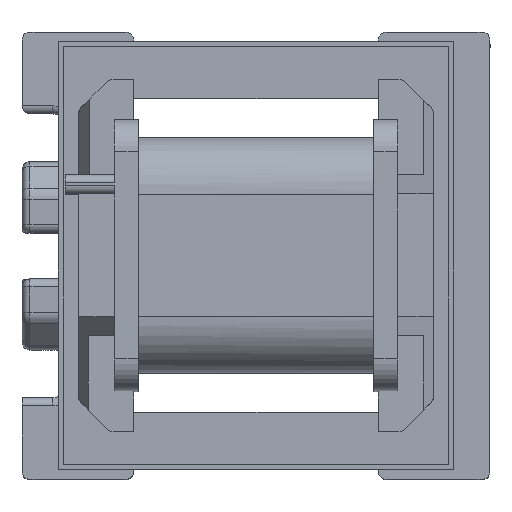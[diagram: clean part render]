
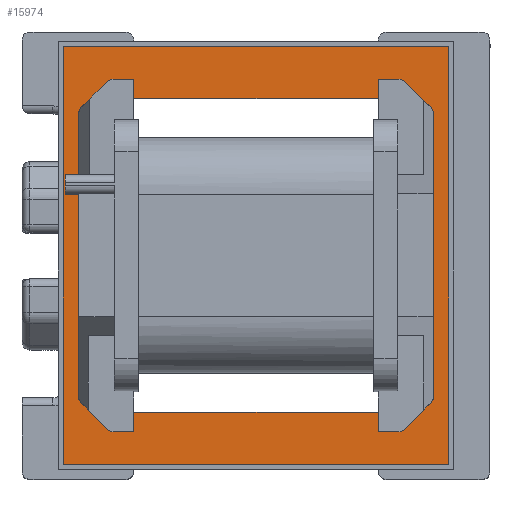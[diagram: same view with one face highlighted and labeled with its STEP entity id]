
A CAD part, top view. The second image highlights one B-rep face of the part: STEP entity #15974.
In plain terms, the highlighted face is planar.
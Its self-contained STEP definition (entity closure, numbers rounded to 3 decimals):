
#454=PLANE('',#17184);
#4319=ORIENTED_EDGE('',*,*,#5908,.F.);
#4320=ORIENTED_EDGE('',*,*,#6042,.F.);
#4321=ORIENTED_EDGE('',*,*,#6043,.F.);
#4322=ORIENTED_EDGE('',*,*,#6018,.F.);
#4323=ORIENTED_EDGE('',*,*,#6044,.T.);
#4324=ORIENTED_EDGE('',*,*,#6045,.F.);
#4325=ORIENTED_EDGE('',*,*,#5924,.F.);
#4326=ORIENTED_EDGE('',*,*,#6046,.F.);
#4327=ORIENTED_EDGE('',*,*,#6047,.T.);
#4328=ORIENTED_EDGE('',*,*,#6021,.F.);
#4329=ORIENTED_EDGE('',*,*,#6048,.F.);
#4330=ORIENTED_EDGE('',*,*,#6049,.F.);
#4331=ORIENTED_EDGE('',*,*,#6028,.F.);
#4332=ORIENTED_EDGE('',*,*,#6050,.T.);
#4333=ORIENTED_EDGE('',*,*,#6038,.F.);
#4334=ORIENTED_EDGE('',*,*,#6037,.F.);
#5908=EDGE_CURVE('',#6993,#6994,#7867,.T.);
#5924=EDGE_CURVE('',#7004,#6999,#7883,.T.);
#6018=EDGE_CURVE('',#7025,#7026,#7963,.T.);
#6021=EDGE_CURVE('',#7027,#7028,#7966,.T.);
#6028=EDGE_CURVE('',#7033,#7034,#7972,.T.);
#6037=EDGE_CURVE('',#7034,#7039,#7980,.T.);
#6038=EDGE_CURVE('',#7039,#7041,#7981,.T.);
#6042=EDGE_CURVE('',#7043,#6993,#7985,.T.);
#6043=EDGE_CURVE('',#7026,#7043,#7986,.T.);
#6044=EDGE_CURVE('',#7025,#7044,#7987,.T.);
#6045=EDGE_CURVE('',#6999,#7044,#7988,.T.);
#6046=EDGE_CURVE('',#7045,#7004,#7989,.T.);
#6047=EDGE_CURVE('',#7045,#7028,#7990,.T.);
#6048=EDGE_CURVE('',#7046,#7027,#7991,.T.);
#6049=EDGE_CURVE('',#6994,#7046,#7992,.T.);
#6050=EDGE_CURVE('',#7033,#7041,#7993,.T.);
#6993=VERTEX_POINT('',#24847);
#6994=VERTEX_POINT('',#24849);
#6999=VERTEX_POINT('',#24863);
#7004=VERTEX_POINT('',#24875);
#7025=VERTEX_POINT('',#25090);
#7026=VERTEX_POINT('',#25092);
#7027=VERTEX_POINT('',#25096);
#7028=VERTEX_POINT('',#25098);
#7033=VERTEX_POINT('',#25113);
#7034=VERTEX_POINT('',#25115);
#7039=VERTEX_POINT('',#25132);
#7041=VERTEX_POINT('',#25138);
#7043=VERTEX_POINT('',#25146);
#7044=VERTEX_POINT('',#25149);
#7045=VERTEX_POINT('',#25152);
#7046=VERTEX_POINT('',#25155);
#7867=LINE('',#24848,#8827);
#7883=LINE('',#24876,#8843);
#7963=LINE('',#25091,#8923);
#7966=LINE('',#25097,#8926);
#7972=LINE('',#25114,#8932);
#7980=LINE('',#25135,#8940);
#7981=LINE('',#25137,#8941);
#7985=LINE('',#25145,#8945);
#7986=LINE('',#25147,#8946);
#7987=LINE('',#25148,#8947);
#7988=LINE('',#25150,#8948);
#7989=LINE('',#25151,#8949);
#7990=LINE('',#25153,#8950);
#7991=LINE('',#25154,#8951);
#7992=LINE('',#25156,#8952);
#7993=LINE('',#25157,#8953);
#8827=VECTOR('',#20146,1000.);
#8843=VECTOR('',#20164,1000.);
#8923=VECTOR('',#20472,1000.);
#8926=VECTOR('',#20477,1000.);
#8932=VECTOR('',#20485,1000.);
#8940=VECTOR('',#20497,1000.);
#8941=VECTOR('',#20500,1000.);
#8945=VECTOR('',#20508,1000.);
#8946=VECTOR('',#20509,1000.);
#8947=VECTOR('',#20510,1000.);
#8948=VECTOR('',#20511,1000.);
#8949=VECTOR('',#20512,1000.);
#8950=VECTOR('',#20513,1000.);
#8951=VECTOR('',#20514,1000.);
#8952=VECTOR('',#20515,1000.);
#8953=VECTOR('',#20516,1000.);
#9639=EDGE_LOOP('',(#4319,#4320,#4321,#4322,#4323,#4324,#4325,#4326,#4327,
#4328,#4329,#4330));
#9640=EDGE_LOOP('',(#4331,#4332,#4333,#4334));
#10323=FACE_BOUND('',#9639,.T.);
#10324=FACE_BOUND('',#9640,.T.);
#15974=ADVANCED_FACE('',(#10323,#10324),#454,.F.);
#17184=AXIS2_PLACEMENT_3D('',#25144,#20506,#20507);
#20146=DIRECTION('',(0.,0.,1.));
#20164=DIRECTION('',(0.,0.,-1.));
#20472=DIRECTION('',(-1.,0.,0.));
#20477=DIRECTION('',(1.,0.,0.));
#20485=DIRECTION('',(-1.,0.,0.));
#20497=DIRECTION('',(0.,0.,-1.));
#20500=DIRECTION('',(1.,0.,0.));
#20506=DIRECTION('',(0.,-1.,0.));
#20507=DIRECTION('',(-1.,0.,0.));
#20508=DIRECTION('',(1.,0.,0.));
#20509=DIRECTION('',(0.,0.,1.));
#20510=DIRECTION('',(0.,0.,1.));
#20511=DIRECTION('',(1.,0.,0.));
#20512=DIRECTION('',(-1.,0.,0.));
#20513=DIRECTION('',(0.,0.,1.));
#20514=DIRECTION('',(0.,0.,1.));
#20515=DIRECTION('',(-1.,0.,0.));
#20516=DIRECTION('',(0.,0.,-1.));
#24847=CARTESIAN_POINT('',(-12.193,15.088,-8.948));
#24848=CARTESIAN_POINT('',(-12.193,15.088,-0.375));
#24849=CARTESIAN_POINT('',(-12.193,15.088,-6.052));
#24863=CARTESIAN_POINT('',(-3.557,15.088,-8.948));
#24875=CARTESIAN_POINT('',(-3.557,15.088,-6.052));
#24876=CARTESIAN_POINT('',(-3.557,15.088,-0.375));
#25090=CARTESIAN_POINT('',(-3.024,15.088,-12.504));
#25091=CARTESIAN_POINT('',(-12.726,15.088,-12.504));
#25092=CARTESIAN_POINT('',(-12.726,15.088,-12.504));
#25096=CARTESIAN_POINT('',(-12.726,15.088,-2.496));
#25097=CARTESIAN_POINT('',(-7.875,15.088,-2.496));
#25098=CARTESIAN_POINT('',(-3.024,15.088,-2.496));
#25113=CARTESIAN_POINT('',(-1.728,15.088,-0.845));
#25114=CARTESIAN_POINT('',(-14.022,15.088,-0.845));
#25115=CARTESIAN_POINT('',(-14.022,15.088,-0.845));
#25132=CARTESIAN_POINT('',(-14.022,15.088,-14.155));
#25135=CARTESIAN_POINT('',(-14.022,15.088,-14.155));
#25137=CARTESIAN_POINT('',(-7.875,15.088,-14.155));
#25138=CARTESIAN_POINT('',(-1.728,15.088,-14.155));
#25144=CARTESIAN_POINT('',(-7.875,15.088,-0.845));
#25145=CARTESIAN_POINT('',(-7.875,15.088,-8.948));
#25146=CARTESIAN_POINT('',(-12.726,15.088,-8.948));
#25147=CARTESIAN_POINT('',(-12.726,15.088,-8.948));
#25148=CARTESIAN_POINT('',(-3.024,15.088,-8.948));
#25149=CARTESIAN_POINT('',(-3.024,15.088,-8.948));
#25150=CARTESIAN_POINT('',(-7.875,15.088,-8.948));
#25151=CARTESIAN_POINT('',(-12.726,15.088,-6.052));
#25152=CARTESIAN_POINT('',(-3.024,15.088,-6.052));
#25153=CARTESIAN_POINT('',(-3.024,15.088,-2.496));
#25154=CARTESIAN_POINT('',(-12.726,15.088,-2.496));
#25155=CARTESIAN_POINT('',(-12.726,15.088,-6.052));
#25156=CARTESIAN_POINT('',(-12.726,15.088,-6.052));
#25157=CARTESIAN_POINT('',(-1.728,15.088,-14.155));
